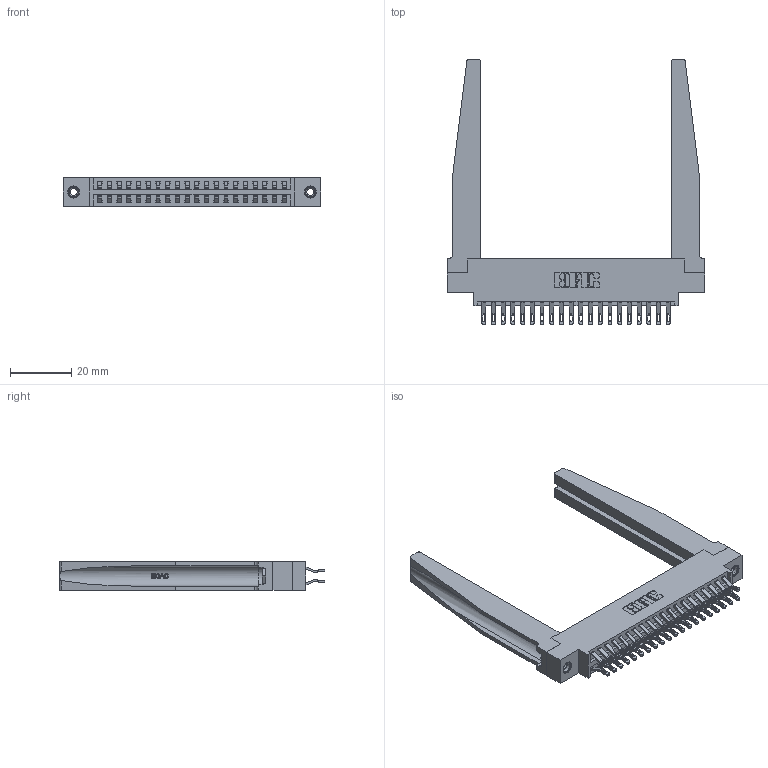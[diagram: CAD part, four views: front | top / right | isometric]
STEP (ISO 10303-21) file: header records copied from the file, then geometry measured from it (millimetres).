
FILE_DESCRIPTION (( 'STEP AP203' ), '1' );
FILE_NAME ('396-040-555-878.STEP', '2019-11-02T05:52:44', ( '' ), ( '' ), 'SwSTEP 2.0', 'SolidWorks 2016', '' );
FILE_SCHEMA (( 'CONFIG_CONTROL_DESIGN' ));
Length unit declared in the file: inch
Products named in the file (5): 346 Part_0.170 Offset - 0.156 Dia-TH; 345-292-001_555 Tail; 346-220-078_345-220-078; 345-250-001_345-250-001-102; 396-040-555-878
Assembly tree (45 placements, depth 2):
  396-040-555-878
    346 Part_0.170 Offset - 0.156 Dia-TH
    345-292-001_555 Tail  x40
    346-220-078_345-220-078  x2
    345-250-001_345-250-001-102  x2
Bounding box: 84.07 x 86.74 x 9.4 mm (x, y, z)
Volume: 14897.7 mm3; surface area: 17766.1 mm2
Topology: 45 solids, 45 shells, 2680 faces, 8269 edges, 5502 vertices
Faces by surface type: plane 1542, cylinder 1086, bspline 36, cone 12, torus 4
Entity records: 21220 total; most frequent: CARTESIAN_POINT 4501, ORIENTED_EDGE 3294, DIRECTION 2973, EDGE_CURVE 1647, VECTOR 1321, LINE 1321, VERTEX_POINT 1092, AXIS2_PLACEMENT_3D 826
